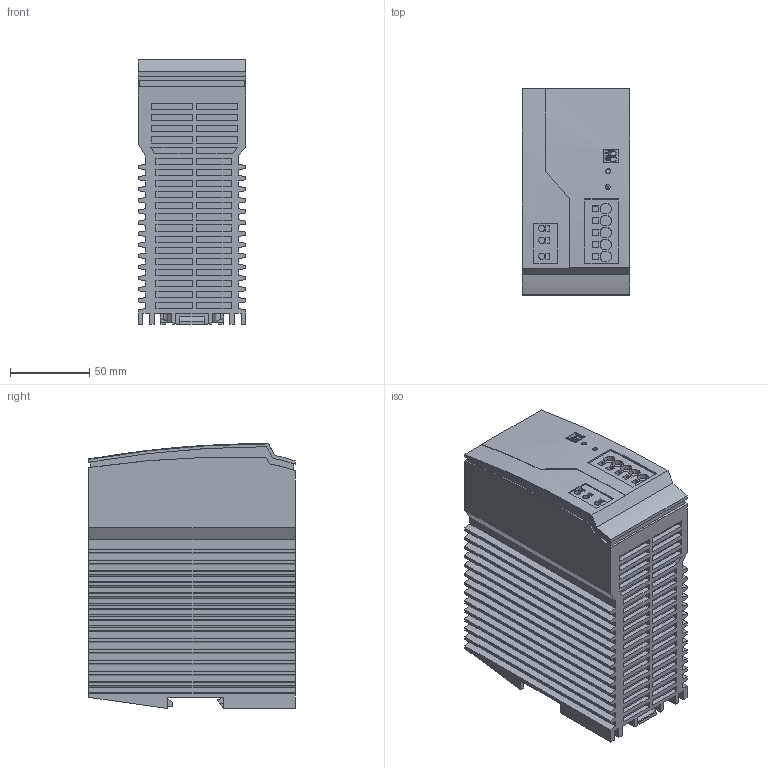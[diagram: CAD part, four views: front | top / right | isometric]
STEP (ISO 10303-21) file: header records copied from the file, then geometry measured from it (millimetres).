
FILE_DESCRIPTION(('Creo Elements/Direct Modeling STEP Export'),'2;1');
FILE_NAME('model.stp','2019-02-07T14:51:28',(''),(''),'Creo Elements/Direct Modeling STEP processor for AP214 (Solid Model)','Creo Elements/Direct Modeling 18.1I 14-Aug-2016 (C) Parametric Technology GmbH','');
FILE_SCHEMA(('AUTOMOTIVE_DESIGN { 1 0 10303 214 1 1 1 1 }'));
Length unit declared in the file: millimetre
Products named in the file (2): TRIO_PS_2G_1AC_24DC_20-select
Assembly tree (1 placements, depth 2):
  TRIO_PS_2G_1AC_24DC_20-select
    TRIO_PS_2G_1AC_24DC_20-select
Bounding box: 68 x 130 x 167 mm (x, y, z)
Volume: 1297856.7 mm3; surface area: 126503.7 mm2
Topology: 1 solids, 1 shells, 792 faces, 2043 edges, 1352 vertices
Faces by surface type: plane 742, cylinder 45, extrusion 5
Entity records: 24891 total; most frequent: CARTESIAN_POINT 4318, ORIENTED_EDGE 4086, DIRECTION 3442, EDGE_CURVE 2043, VECTOR 1822, LINE 1817, VERTEX_POINT 1352, EDGE_LOOP 891
